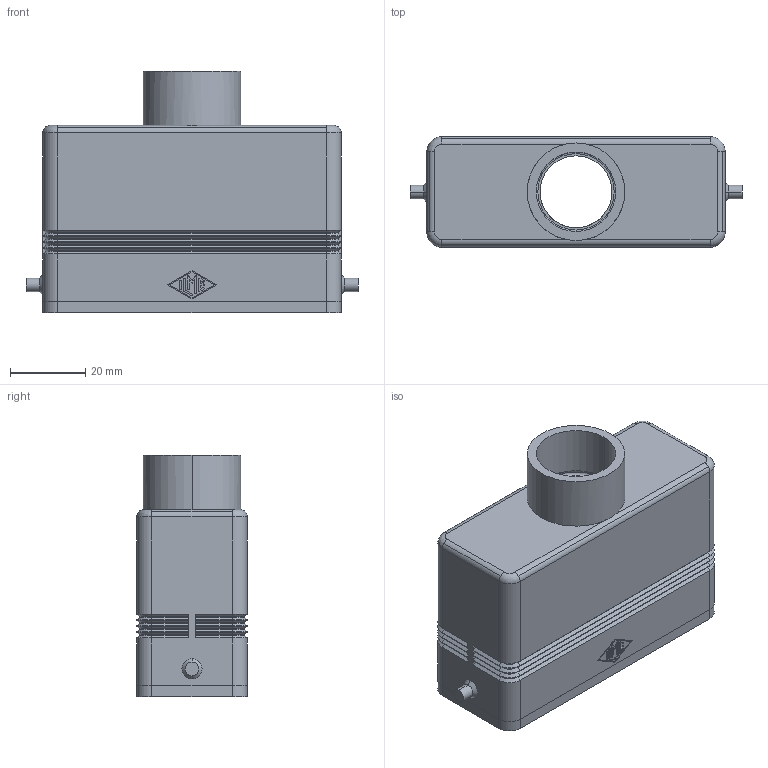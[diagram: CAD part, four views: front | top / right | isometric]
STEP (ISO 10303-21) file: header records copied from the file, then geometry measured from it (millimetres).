
FILE_DESCRIPTION((''),'2;1');
FILE_NAME('CZVS 25 L.stp','2006-12-12T09:35:08',('gembarski'),(''),'Autodesk Inventor 7','Autodesk Inventor 7','');
FILE_SCHEMA(('AUTOMOTIVE_DESIGN { 1 0 10303 214 1 1 1 1 }'));
Length unit declared in the file: millimetre
Products named in the file (1): CZ_MZ Tüllengehäuse 1 Bügel 
Bounding box: 88.5 x 29.41 x 64.5 mm (x, y, z)
Volume: 43612.7 mm3; surface area: 26462.5 mm2
Topology: 1 solids, 1 shells, 325 faces, 766 edges, 455 vertices
Faces by surface type: plane 156, cylinder 86, cone 42, bspline 34, torus 7
Entity records: 9300 total; most frequent: CARTESIAN_POINT 1850, DIRECTION 1555, ORIENTED_EDGE 1516, EDGE_CURVE 758, VECTOR 545, LINE 545, AXIS2_PLACEMENT_3D 505, VERTEX_POINT 455
